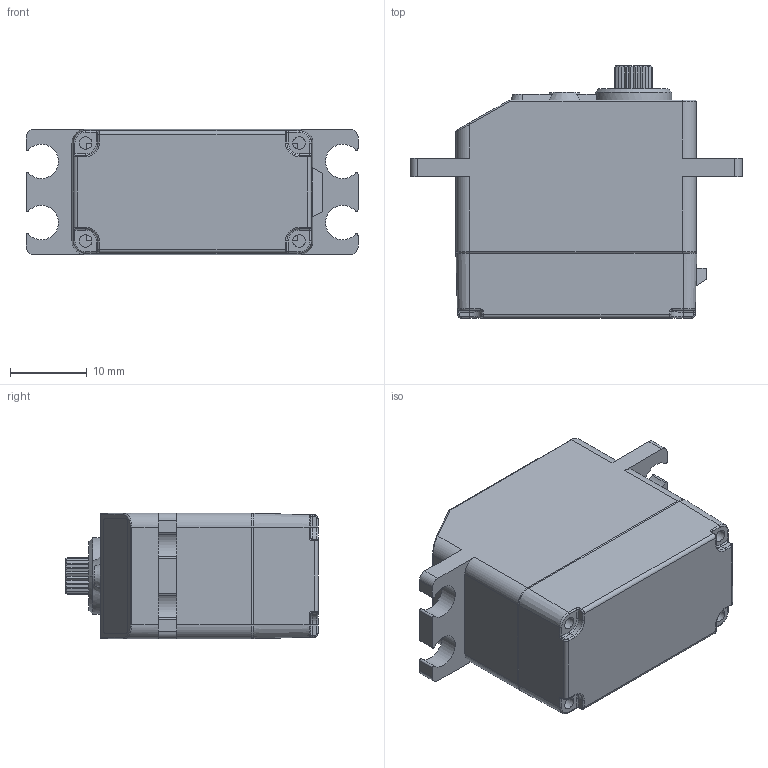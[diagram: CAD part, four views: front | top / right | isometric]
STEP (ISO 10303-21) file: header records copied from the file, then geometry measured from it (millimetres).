
FILE_DESCRIPTION((''),'2;1');
FILE_NAME('SERVO_360DEC_ASM','2015-08-04T',('Administrator'),(''),'PRO/ENGINEER BY PARAMETRIC TECHNOLOGY CORPORATION, 2013230','PRO/ENGINEER BY PARAMETRIC TECHNOLOGY CORPORATION, 2013230','');
FILE_SCHEMA(('CONFIG_CONTROL_DESIGN'));
Length unit declared in the file: millimetre
Products named in the file (3): SERVO_UP; SERVO_DOWN_R; SERVO_360DEC_ASM
Assembly tree (2 placements, depth 2):
  SERVO_360DEC_ASM
    SERVO_UP
    SERVO_DOWN_R
Bounding box: 43.4 x 33 x 16.4 mm (x, y, z)
Volume: 6030.4 mm3; surface area: 7246 mm2
Topology: 2 solids, 2 shells, 377 faces, 1009 edges, 642 vertices
Faces by surface type: plane 198, cylinder 100, cone 41, torus 26, bspline 10, sphere 2
Entity records: 12438 total; most frequent: CARTESIAN_POINT 2951, ORIENTED_EDGE 2018, DIRECTION 1923, EDGE_CURVE 1009, AXIS2_PLACEMENT_3D 643, VERTEX_POINT 642, VECTOR 637, LINE 637
